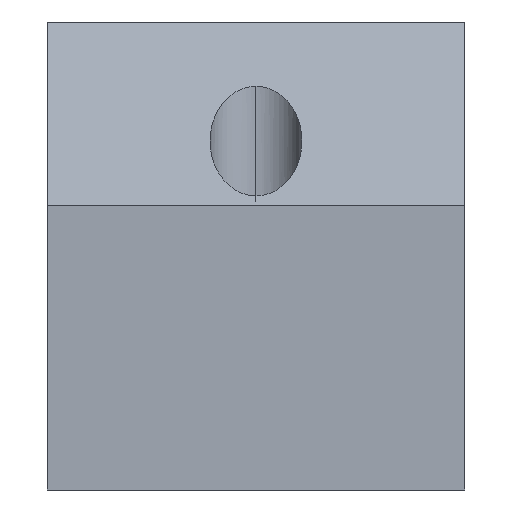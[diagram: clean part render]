
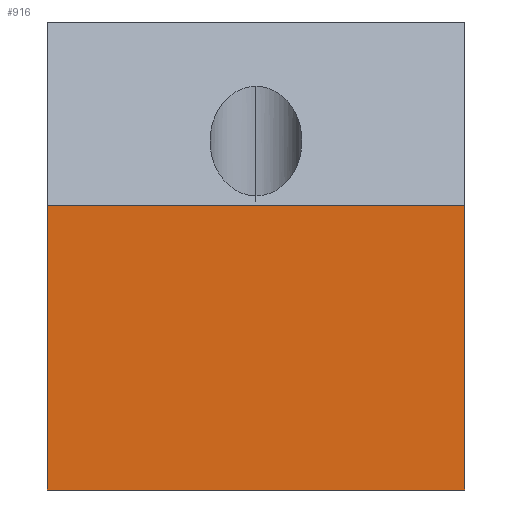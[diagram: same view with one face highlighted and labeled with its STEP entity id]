
A CAD part, left-side view. The second image highlights one B-rep face of the part: STEP entity #916.
In plain terms, the highlighted planar face has unit normal (-1, 0, 0).
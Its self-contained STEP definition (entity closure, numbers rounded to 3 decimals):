
#31 = VECTOR ( 'NONE', #991, 1000. ) ;
#90 = ORIENTED_EDGE ( 'NONE', *, *, #862, .T. ) ;
#233 = AXIS2_PLACEMENT_3D ( 'NONE', #470, #1080, #259 ) ;
#259 = DIRECTION ( 'NONE',  ( 0., 0., -1. ) ) ;
#267 = DIRECTION ( 'NONE',  ( 0., 1., 0. ) ) ;
#338 = LINE ( 'NONE', #580, #31 ) ;
#357 = PLANE ( 'NONE',  #233 ) ;
#370 = CARTESIAN_POINT ( 'NONE',  ( -73., 25., 6. ) ) ;
#395 = CARTESIAN_POINT ( 'NONE',  ( -73., -25., 6. ) ) ;
#453 = VECTOR ( 'NONE', #267, 1000. ) ;
#470 = CARTESIAN_POINT ( 'NONE',  ( -73., 25., 28. ) ) ;
#475 = CARTESIAN_POINT ( 'NONE',  ( -73., 25., 6. ) ) ;
#476 = EDGE_CURVE ( 'NONE', #1039, #1218, #338, .T. ) ;
#498 = EDGE_LOOP ( 'NONE', ( #1045, #1324, #90, #941 ) ) ;
#567 = CARTESIAN_POINT ( 'NONE',  ( -73., 25., -28. ) ) ;
#580 = CARTESIAN_POINT ( 'NONE',  ( -73., -25., 28. ) ) ;
#672 = CARTESIAN_POINT ( 'NONE',  ( -73., -25., -28. ) ) ;
#675 = LINE ( 'NONE', #567, #1266 ) ;
#739 = CARTESIAN_POINT ( 'NONE',  ( -73., 25., -28. ) ) ;
#762 = LINE ( 'NONE', #475, #453 ) ;
#767 = DIRECTION ( 'NONE',  ( 0., 0., -1. ) ) ;
#826 = VERTEX_POINT ( 'NONE', #739 ) ;
#862 = EDGE_CURVE ( 'NONE', #928, #826, #980, .T. ) ;
#916 = ADVANCED_FACE ( 'NONE', ( #1175 ), #357, .F. ) ;
#919 = EDGE_CURVE ( 'NONE', #826, #1218, #675, .T. ) ;
#928 = VERTEX_POINT ( 'NONE', #370 ) ;
#941 = ORIENTED_EDGE ( 'NONE', *, *, #919, .T. ) ;
#965 = CARTESIAN_POINT ( 'NONE',  ( -73., 25., 28. ) ) ;
#980 = LINE ( 'NONE', #965, #1038 ) ;
#991 = DIRECTION ( 'NONE',  ( 0., 0., -1. ) ) ;
#1038 = VECTOR ( 'NONE', #767, 1000. ) ;
#1039 = VERTEX_POINT ( 'NONE', #395 ) ;
#1045 = ORIENTED_EDGE ( 'NONE', *, *, #476, .F. ) ;
#1080 = DIRECTION ( 'NONE',  ( 1., 0., 0. ) ) ;
#1175 = FACE_OUTER_BOUND ( 'NONE', #498, .T. ) ;
#1208 = EDGE_CURVE ( 'NONE', #1039, #928, #762, .T. ) ;
#1218 = VERTEX_POINT ( 'NONE', #672 ) ;
#1266 = VECTOR ( 'NONE', #1312, 1000. ) ;
#1312 = DIRECTION ( 'NONE',  ( 0., -1., 0. ) ) ;
#1324 = ORIENTED_EDGE ( 'NONE', *, *, #1208, .T. ) ;
